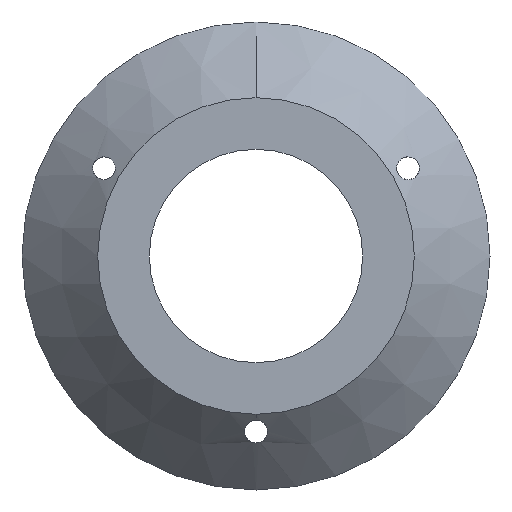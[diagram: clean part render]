
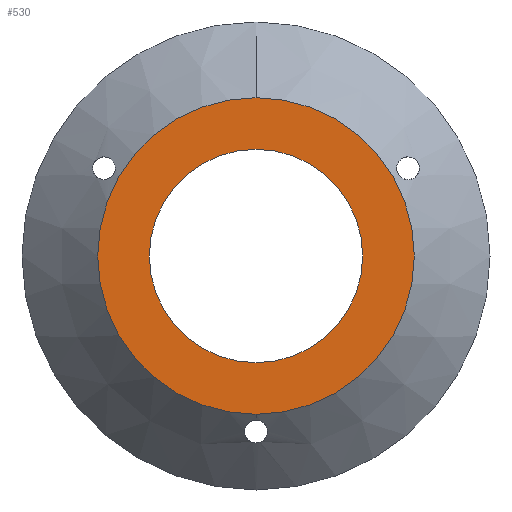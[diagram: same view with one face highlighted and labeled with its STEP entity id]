
A CAD part, front view. The second image highlights one B-rep face of the part: STEP entity #530.
In plain terms, the highlighted planar face has unit normal (0, -1, 0).
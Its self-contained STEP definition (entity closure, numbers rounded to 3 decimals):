
#23 = CARTESIAN_POINT ( 'NONE',  ( 0., 0., 0. ) ) ;
#24 = CARTESIAN_POINT ( 'NONE',  ( 0., 0., -15.5 ) ) ;
#41 = CARTESIAN_POINT ( 'NONE',  ( 0., 0., 23. ) ) ;
#76 = VERTEX_POINT ( 'NONE', #41 ) ;
#86 = CARTESIAN_POINT ( 'NONE',  ( 0., 0., 0. ) ) ;
#92 = AXIS2_PLACEMENT_3D ( 'NONE', #86, #727, #531 ) ;
#112 = EDGE_CURVE ( 'NONE', #710, #76, #308, .T. ) ;
#119 = VERTEX_POINT ( 'NONE', #24 ) ;
#165 = AXIS2_PLACEMENT_3D ( 'NONE', #23, #637, #354 ) ;
#177 = CARTESIAN_POINT ( 'NONE',  ( 0., 0., -23. ) ) ;
#193 = FACE_OUTER_BOUND ( 'NONE', #735, .T. ) ;
#200 = CIRCLE ( 'NONE', #165, 15.5 ) ;
#211 = AXIS2_PLACEMENT_3D ( 'NONE', #234, #384, #281 ) ;
#234 = CARTESIAN_POINT ( 'NONE',  ( 0., 0., 0. ) ) ;
#258 = FACE_BOUND ( 'NONE', #573, .T. ) ;
#264 = DIRECTION ( 'NONE',  ( 0., 0., -1. ) ) ;
#277 = VERTEX_POINT ( 'NONE', #493 ) ;
#281 = DIRECTION ( 'NONE',  ( 0., 0., -1. ) ) ;
#282 = EDGE_CURVE ( 'NONE', #76, #710, #468, .T. ) ;
#302 = AXIS2_PLACEMENT_3D ( 'NONE', #649, #416, #369 ) ;
#308 = CIRCLE ( 'NONE', #92, 23. ) ;
#330 = DIRECTION ( 'NONE',  ( 0., -1., 0. ) ) ;
#353 = ORIENTED_EDGE ( 'NONE', *, *, #471, .F. ) ;
#354 = DIRECTION ( 'NONE',  ( 0., 0., -1. ) ) ;
#369 = DIRECTION ( 'NONE',  ( 0., 0., 1. ) ) ;
#373 = AXIS2_PLACEMENT_3D ( 'NONE', #684, #330, #264 ) ;
#384 = DIRECTION ( 'NONE',  ( 0., -1., 0. ) ) ;
#407 = EDGE_CURVE ( 'NONE', #277, #119, #639, .T. ) ;
#416 = DIRECTION ( 'NONE',  ( 0., 1., 0. ) ) ;
#468 = CIRCLE ( 'NONE', #373, 23. ) ;
#471 = EDGE_CURVE ( 'NONE', #119, #277, #200, .T. ) ;
#493 = CARTESIAN_POINT ( 'NONE',  ( 0., 0., 15.5 ) ) ;
#530 = ADVANCED_FACE ( 'NONE', ( #258, #193 ), #662, .F. ) ;
#531 = DIRECTION ( 'NONE',  ( 0., 0., -1. ) ) ;
#573 = EDGE_LOOP ( 'NONE', ( #353, #617 ) ) ;
#617 = ORIENTED_EDGE ( 'NONE', *, *, #407, .F. ) ;
#637 = DIRECTION ( 'NONE',  ( 0., -1., 0. ) ) ;
#639 = CIRCLE ( 'NONE', #211, 15.5 ) ;
#649 = CARTESIAN_POINT ( 'NONE',  ( -23., 0., 0. ) ) ;
#662 = PLANE ( 'NONE',  #302 ) ;
#676 = ORIENTED_EDGE ( 'NONE', *, *, #112, .T. ) ;
#684 = CARTESIAN_POINT ( 'NONE',  ( 0., 0., 0. ) ) ;
#710 = VERTEX_POINT ( 'NONE', #177 ) ;
#720 = ORIENTED_EDGE ( 'NONE', *, *, #282, .T. ) ;
#727 = DIRECTION ( 'NONE',  ( 0., -1., 0. ) ) ;
#735 = EDGE_LOOP ( 'NONE', ( #720, #676 ) ) ;
